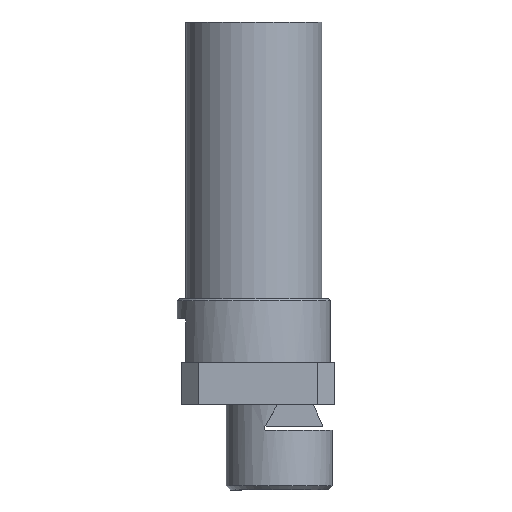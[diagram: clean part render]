
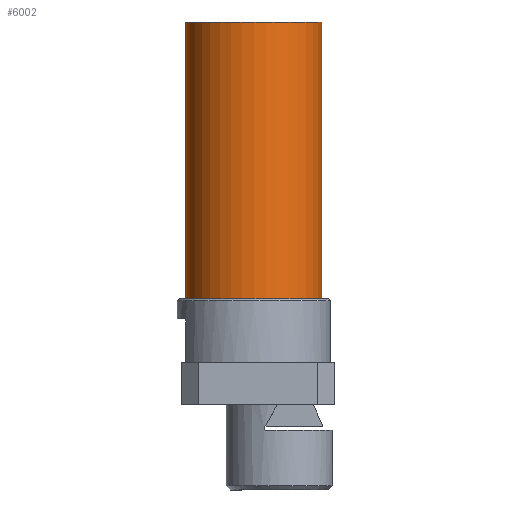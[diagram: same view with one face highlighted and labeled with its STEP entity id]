
A CAD part, front view. The second image highlights one B-rep face of the part: STEP entity #6002.
In plain terms, the highlighted cylindrical face has radius 16 mm (diameter 32 mm), a partial arc.
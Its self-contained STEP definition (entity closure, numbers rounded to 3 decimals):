
#129 = CARTESIAN_POINT ( 'NONE',  ( 0., 90., 17. ) ) ;
#373 = DIRECTION ( 'NONE',  ( 0., -1., 0. ) ) ;
#761 = DIRECTION ( 'NONE',  ( 0., 0., -1. ) ) ;
#1130 = VERTEX_POINT ( 'NONE', #6442 ) ;
#1147 = ORIENTED_EDGE ( 'NONE', *, *, #2853, .T. ) ;
#1841 = EDGE_CURVE ( 'NONE', #1130, #5590, #2803, .T. ) ;
#1996 = ORIENTED_EDGE ( 'NONE', *, *, #5623, .F. ) ;
#2023 = CARTESIAN_POINT ( 'NONE',  ( 0., 90., 1. ) ) ;
#2276 = CARTESIAN_POINT ( 'NONE',  ( 0., 90., 1. ) ) ;
#2285 = CARTESIAN_POINT ( 'NONE',  ( 0., 25., 1. ) ) ;
#2539 = DIRECTION ( 'NONE',  ( 0., -1., 0. ) ) ;
#2646 = CARTESIAN_POINT ( 'NONE',  ( 0., 90., -15. ) ) ;
#2803 = CIRCLE ( 'NONE', #2816, 16. ) ;
#2816 = AXIS2_PLACEMENT_3D ( 'NONE', #2276, #373, #4686 ) ;
#2853 = EDGE_CURVE ( 'NONE', #5735, #7316, #6990, .T. ) ;
#2901 = CYLINDRICAL_SURFACE ( 'NONE', #3607, 16. ) ;
#2984 = DIRECTION ( 'NONE',  ( 0., 1., 0. ) ) ;
#3221 = AXIS2_PLACEMENT_3D ( 'NONE', #2285, #2984, #7136 ) ;
#3263 = DIRECTION ( 'NONE',  ( 0., -1., 0. ) ) ;
#3607 = AXIS2_PLACEMENT_3D ( 'NONE', #2023, #6231, #761 ) ;
#3857 = EDGE_CURVE ( 'NONE', #5590, #5735, #6220, .T. ) ;
#4099 = LINE ( 'NONE', #2646, #7525 ) ;
#4573 = CARTESIAN_POINT ( 'NONE',  ( 0., 25., -15. ) ) ;
#4686 = DIRECTION ( 'NONE',  ( 0., 0., -1. ) ) ;
#4731 = EDGE_LOOP ( 'NONE', ( #6527, #5506, #1147, #1996 ) ) ;
#5273 = FACE_OUTER_BOUND ( 'NONE', #4731, .T. ) ;
#5506 = ORIENTED_EDGE ( 'NONE', *, *, #3857, .T. ) ;
#5567 = VECTOR ( 'NONE', #2539, 1000. ) ;
#5590 = VERTEX_POINT ( 'NONE', #7520 ) ;
#5623 = EDGE_CURVE ( 'NONE', #1130, #7316, #4099, .T. ) ;
#5735 = VERTEX_POINT ( 'NONE', #7085 ) ;
#6002 = ADVANCED_FACE ( 'NONE', ( #5273 ), #2901, .T. ) ;
#6220 = LINE ( 'NONE', #129, #5567 ) ;
#6231 = DIRECTION ( 'NONE',  ( 0., -1., 0. ) ) ;
#6442 = CARTESIAN_POINT ( 'NONE',  ( 0., 90., -15. ) ) ;
#6527 = ORIENTED_EDGE ( 'NONE', *, *, #1841, .T. ) ;
#6990 = CIRCLE ( 'NONE', #3221, 16. ) ;
#7085 = CARTESIAN_POINT ( 'NONE',  ( 0., 25., 17. ) ) ;
#7136 = DIRECTION ( 'NONE',  ( 0., 0., -1. ) ) ;
#7316 = VERTEX_POINT ( 'NONE', #4573 ) ;
#7520 = CARTESIAN_POINT ( 'NONE',  ( 0., 90., 17. ) ) ;
#7525 = VECTOR ( 'NONE', #3263, 1000. ) ;
